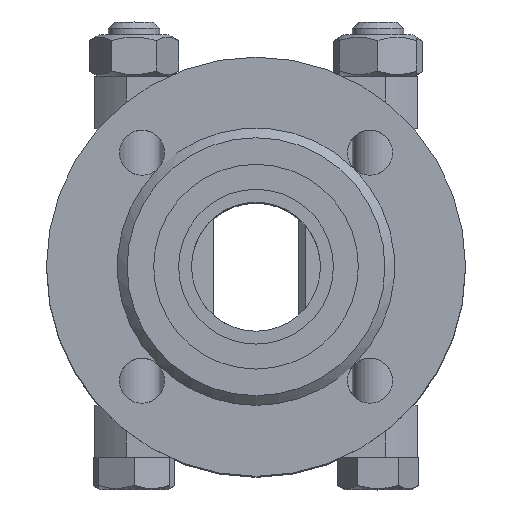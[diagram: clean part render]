
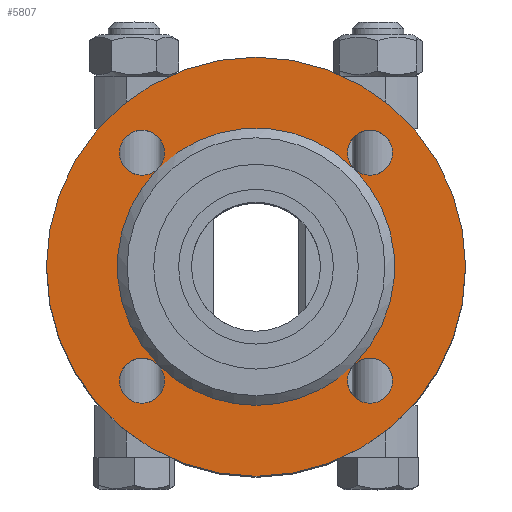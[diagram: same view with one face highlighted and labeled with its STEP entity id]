
A CAD part, top view. The second image highlights one B-rep face of the part: STEP entity #5807.
In plain terms, the highlighted face is planar.
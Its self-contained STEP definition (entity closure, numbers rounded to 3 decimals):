
#5670=CARTESIAN_POINT('',(14.5,-30.406,-30.406));
#5671=VERTEX_POINT('',#5670);
#5672=CARTESIAN_POINT('',(14.5,-35.355,-35.355));
#5673=DIRECTION('',(-1.0,0.0,0.0));
#5674=DIRECTION('',(0.0,0.0,-1.0));
#5675=AXIS2_PLACEMENT_3D('',#5672,#5673,#5674);
#5676=CIRCLE('',#5675,7.);
#5677=EDGE_CURVE('',#5671,#5671,#5676,.T.);
#5698=CARTESIAN_POINT('',(14.5,30.406,-30.406));
#5699=VERTEX_POINT('',#5698);
#5700=CARTESIAN_POINT('',(14.5,35.355,-35.355));
#5701=DIRECTION('',(-1.0,0.0,0.0));
#5702=DIRECTION('',(0.0,1.0,0.0));
#5703=AXIS2_PLACEMENT_3D('',#5700,#5701,#5702);
#5704=CIRCLE('',#5703,7.);
#5705=EDGE_CURVE('',#5699,#5699,#5704,.T.);
#5726=CARTESIAN_POINT('',(14.5,30.406,30.406));
#5727=VERTEX_POINT('',#5726);
#5728=CARTESIAN_POINT('',(14.5,35.355,35.355));
#5729=DIRECTION('',(-1.0,0.0,0.0));
#5730=DIRECTION('',(0.0,0.0,1.0));
#5731=AXIS2_PLACEMENT_3D('',#5728,#5729,#5730);
#5732=CIRCLE('',#5731,7.);
#5733=EDGE_CURVE('',#5727,#5727,#5732,.T.);
#5749=CARTESIAN_POINT('',(14.5,0.,-57.585));
#5750=DIRECTION('',(-1.0,0.0,0.0));
#5751=DIRECTION('',(0.0,-1.0,0.0));
#5752=AXIS2_PLACEMENT_3D('',#5749,#5750,#5751);
#5753=PLANE('',#5752);
#5754=CARTESIAN_POINT('',(14.5,-65.,0.));
#5755=VERTEX_POINT('',#5754);
#5756=CARTESIAN_POINT('',(14.5,0.,0.));
#5757=DIRECTION('',(-1.0,0.0,0.0));
#5758=DIRECTION('',(0.0,1.0,0.0));
#5759=AXIS2_PLACEMENT_3D('',#5756,#5757,#5758);
#5760=CIRCLE('',#5759,65.0);
#5761=EDGE_CURVE('',#5755,#5755,#5760,.T.);
#5762=ORIENTED_EDGE('',*,*,#5761,.F.);
#5763=EDGE_LOOP('',(#5762));
#5764=FACE_OUTER_BOUND('',#5763,.T.);
#5765=CARTESIAN_POINT('',(14.5,-30.406,30.406));
#5766=VERTEX_POINT('',#5765);
#5767=CARTESIAN_POINT('',(14.5,0.,0.));
#5768=DIRECTION('',(-1.0,0.0,0.0));
#5769=DIRECTION('',(0.0,0.0,-1.0));
#5770=AXIS2_PLACEMENT_3D('',#5767,#5768,#5769);
#5771=CIRCLE('',#5770,43.);
#5772=EDGE_CURVE('',#5766,#5727,#5771,.T.);
#5773=ORIENTED_EDGE('',*,*,#5772,.T.);
#5774=ORIENTED_EDGE('',*,*,#5733,.T.);
#5775=CARTESIAN_POINT('',(14.5,0.,0.));
#5776=DIRECTION('',(-1.0,0.0,0.0));
#5777=DIRECTION('',(0.0,0.0,-1.0));
#5778=AXIS2_PLACEMENT_3D('',#5775,#5776,#5777);
#5779=CIRCLE('',#5778,43.);
#5780=EDGE_CURVE('',#5727,#5699,#5779,.T.);
#5781=ORIENTED_EDGE('',*,*,#5780,.T.);
#5782=ORIENTED_EDGE('',*,*,#5705,.T.);
#5783=CARTESIAN_POINT('',(14.5,0.,0.));
#5784=DIRECTION('',(-1.0,0.0,0.0));
#5785=DIRECTION('',(0.0,0.0,-1.0));
#5786=AXIS2_PLACEMENT_3D('',#5783,#5784,#5785);
#5787=CIRCLE('',#5786,43.);
#5788=EDGE_CURVE('',#5699,#5671,#5787,.T.);
#5789=ORIENTED_EDGE('',*,*,#5788,.T.);
#5790=ORIENTED_EDGE('',*,*,#5677,.T.);
#5791=CARTESIAN_POINT('',(14.5,0.,0.));
#5792=DIRECTION('',(-1.0,0.0,0.0));
#5793=DIRECTION('',(0.0,0.0,-1.0));
#5794=AXIS2_PLACEMENT_3D('',#5791,#5792,#5793);
#5795=CIRCLE('',#5794,43.);
#5796=EDGE_CURVE('',#5671,#5766,#5795,.T.);
#5797=ORIENTED_EDGE('',*,*,#5796,.T.);
#5798=CARTESIAN_POINT('',(14.5,-35.355,35.355));
#5799=DIRECTION('',(-1.0,0.0,0.0));
#5800=DIRECTION('',(0.0,-1.0,0.0));
#5801=AXIS2_PLACEMENT_3D('',#5798,#5799,#5800);
#5802=CIRCLE('',#5801,7.);
#5803=EDGE_CURVE('',#5766,#5766,#5802,.T.);
#5804=ORIENTED_EDGE('',*,*,#5803,.T.);
#5805=EDGE_LOOP('',(#5773,#5774,#5781,#5782,#5789,#5790,#5797,#5804));
#5806=FACE_BOUND('',#5805,.T.);
#5807=ADVANCED_FACE('',(#5764,#5806),#5753,.F.);
